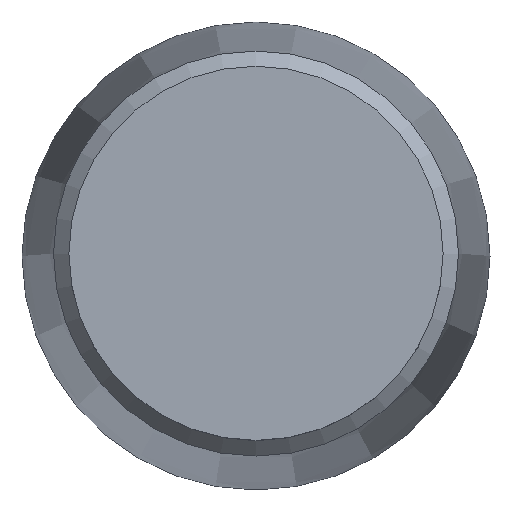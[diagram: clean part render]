
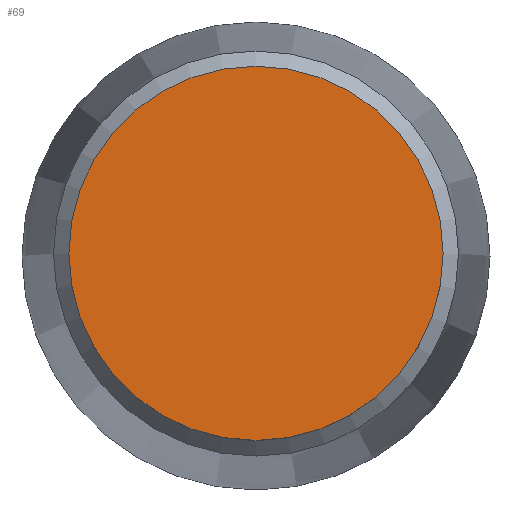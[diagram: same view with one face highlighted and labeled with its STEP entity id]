
A CAD part, top view. The second image highlights one B-rep face of the part: STEP entity #69.
In plain terms, the highlighted planar face has unit normal (0, 0, 1).
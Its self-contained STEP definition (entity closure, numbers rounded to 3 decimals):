
#53=FACE_OUTER_BOUND('',#139,.T.);
#69=ADVANCED_FACE('',(#53),#79,.F.);
#79=PLANE('',#286);
#139=EDGE_LOOP('',(#175));
#175=ORIENTED_EDGE('',*,*,#215,.F.);
#197=VERTEX_POINT('',#459);
#215=EDGE_CURVE('',#197,#197,#231,.T.);
#231=CIRCLE('',#285,12.5);
#285=AXIS2_PLACEMENT_3D('',#458,#354,#355);
#286=AXIS2_PLACEMENT_3D('',#460,#356,#357);
#354=DIRECTION('',(0.,0.,-1.));
#355=DIRECTION('',(0.,1.,0.));
#356=DIRECTION('',(0.,0.,-1.));
#357=DIRECTION('',(0.,-1.,0.));
#458=CARTESIAN_POINT('',(0.,0.,102.5));
#459=CARTESIAN_POINT('',(0.,12.5,102.5));
#460=CARTESIAN_POINT('',(0.,0.,102.5));
